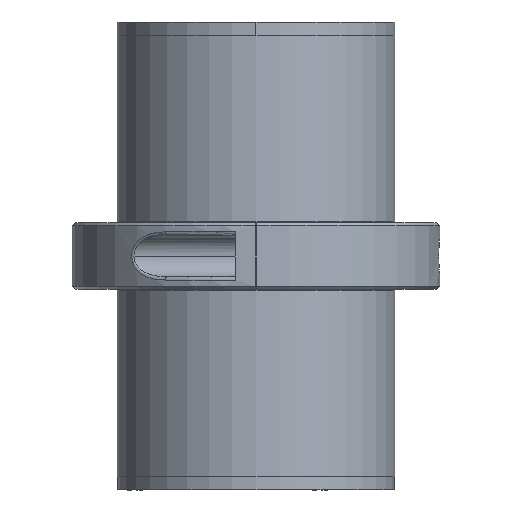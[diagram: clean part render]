
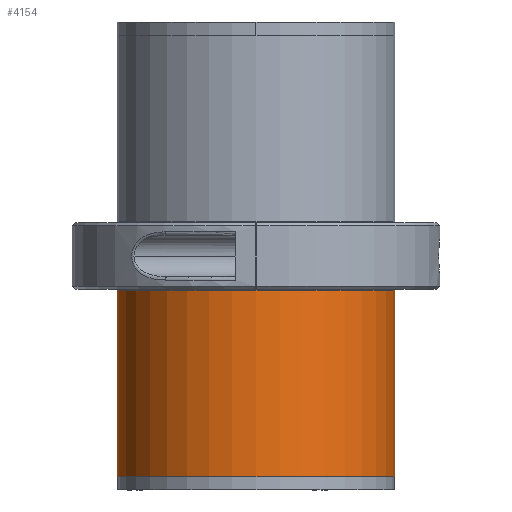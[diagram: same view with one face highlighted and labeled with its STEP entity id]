
A CAD part, left-side view. The second image highlights one B-rep face of the part: STEP entity #4154.
In plain terms, the highlighted cylindrical face has radius 20.75 mm (diameter 41.5 mm), a partial arc.
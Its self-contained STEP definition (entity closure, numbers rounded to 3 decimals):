
#790 = EDGE_CURVE ( 'NONE', #7434, #3924, #9124, .T. ) ;
#991 = VERTEX_POINT ( 'NONE', #5724 ) ;
#1781 = ORIENTED_EDGE ( 'NONE', *, *, #1830, .F. ) ;
#1830 = EDGE_CURVE ( 'NONE', #9721, #3924, #8142, .T. ) ;
#2151 = EDGE_LOOP ( 'NONE', ( #1781, #7958, #8120, #5006 ) ) ;
#2187 = AXIS2_PLACEMENT_3D ( 'NONE', #4275, #6627, #4982 ) ;
#2229 = CARTESIAN_POINT ( 'NONE',  ( 0., 33., 20.75 ) ) ;
#2396 = LINE ( 'NONE', #7302, #3472 ) ;
#3242 = CARTESIAN_POINT ( 'NONE',  ( 0., -33., 0. ) ) ;
#3438 = DIRECTION ( 'NONE',  ( 0., 0., 1. ) ) ;
#3472 = VECTOR ( 'NONE', #9658, 1000. ) ;
#3694 = CYLINDRICAL_SURFACE ( 'NONE', #2187, 20.75 ) ;
#3769 = CARTESIAN_POINT ( 'NONE',  ( 0., -33., -20.75 ) ) ;
#3924 = VERTEX_POINT ( 'NONE', #4063 ) ;
#4006 = VECTOR ( 'NONE', #4532, 1000. ) ;
#4063 = CARTESIAN_POINT ( 'NONE',  ( 0., -33., 20.75 ) ) ;
#4154 = ADVANCED_FACE ( 'NONE', ( #8600 ), #3694, .T. ) ;
#4207 = CARTESIAN_POINT ( 'NONE',  ( 0., -5.15, 0. ) ) ;
#4275 = CARTESIAN_POINT ( 'NONE',  ( 0., 33., 0. ) ) ;
#4532 = DIRECTION ( 'NONE',  ( 0., -1., 0. ) ) ;
#4730 = DIRECTION ( 'NONE',  ( 0., 0., 1. ) ) ;
#4982 = DIRECTION ( 'NONE',  ( 0., 0., -1. ) ) ;
#5006 = ORIENTED_EDGE ( 'NONE', *, *, #790, .T. ) ;
#5724 = CARTESIAN_POINT ( 'NONE',  ( 0., -5.15, -20.75 ) ) ;
#6344 = CARTESIAN_POINT ( 'NONE',  ( 0., -5.15, 20.75 ) ) ;
#6627 = DIRECTION ( 'NONE',  ( 0., -1., 0. ) ) ;
#6638 = AXIS2_PLACEMENT_3D ( 'NONE', #3242, #7150, #4730 ) ;
#7150 = DIRECTION ( 'NONE',  ( 0., 1., 0. ) ) ;
#7302 = CARTESIAN_POINT ( 'NONE',  ( 0., 33., -20.75 ) ) ;
#7312 = DIRECTION ( 'NONE',  ( 0., 1., 0. ) ) ;
#7434 = VERTEX_POINT ( 'NONE', #3769 ) ;
#7958 = ORIENTED_EDGE ( 'NONE', *, *, #9017, .F. ) ;
#8120 = ORIENTED_EDGE ( 'NONE', *, *, #9763, .T. ) ;
#8142 = LINE ( 'NONE', #2229, #4006 ) ;
#8600 = FACE_OUTER_BOUND ( 'NONE', #2151, .T. ) ;
#8890 = AXIS2_PLACEMENT_3D ( 'NONE', #4207, #7312, #3438 ) ;
#9017 = EDGE_CURVE ( 'NONE', #991, #9721, #9369, .T. ) ;
#9124 = CIRCLE ( 'NONE', #6638, 20.75 ) ;
#9369 = CIRCLE ( 'NONE', #8890, 20.75 ) ;
#9658 = DIRECTION ( 'NONE',  ( 0., -1., 0. ) ) ;
#9721 = VERTEX_POINT ( 'NONE', #6344 ) ;
#9763 = EDGE_CURVE ( 'NONE', #991, #7434, #2396, .T. ) ;
